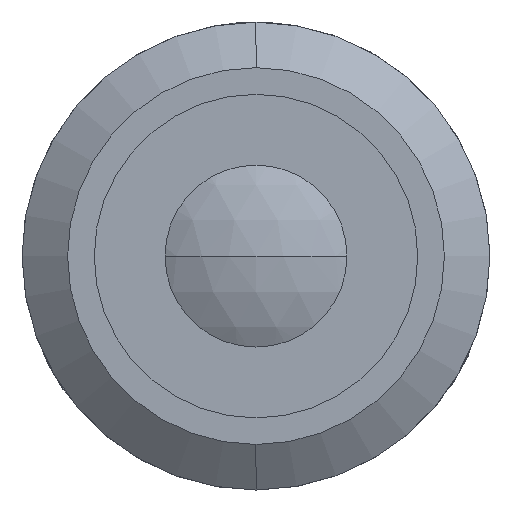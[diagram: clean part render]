
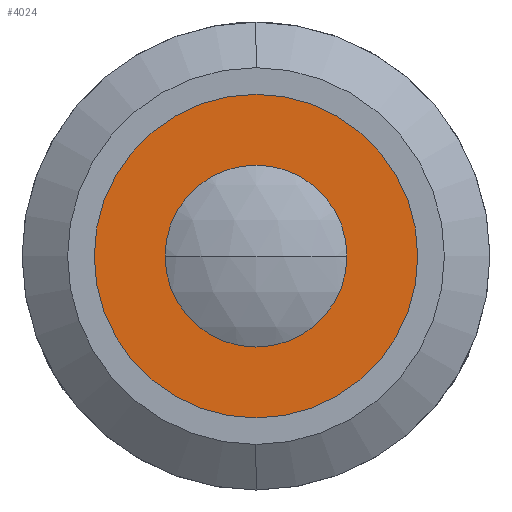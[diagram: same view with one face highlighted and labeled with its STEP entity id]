
A CAD part, left-side view. The second image highlights one B-rep face of the part: STEP entity #4024.
In plain terms, the highlighted planar face has unit normal (-1, 0, 0).
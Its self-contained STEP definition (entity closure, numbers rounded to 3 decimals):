
#100 = EDGE_CURVE ( 'NONE', #1409, #969, #4124, .T. ) ;
#153 = DIRECTION ( 'NONE',  ( 0., 0., 1. ) ) ;
#273 = CIRCLE ( 'NONE', #3455, 7. ) ;
#274 = EDGE_LOOP ( 'NONE', ( #2714, #4005 ) ) ;
#309 = CARTESIAN_POINT ( 'NONE',  ( 3.8, 0., -7. ) ) ;
#319 = DIRECTION ( 'NONE',  ( 1., 0., 0. ) ) ;
#525 = VERTEX_POINT ( 'NONE', #855 ) ;
#529 = CARTESIAN_POINT ( 'NONE',  ( 3.8, 0., 7. ) ) ;
#608 = DIRECTION ( 'NONE',  ( -1., 0., 0. ) ) ;
#700 = DIRECTION ( 'NONE',  ( 0., 0., -1. ) ) ;
#843 = DIRECTION ( 'NONE',  ( 0., 0., 1. ) ) ;
#855 = CARTESIAN_POINT ( 'NONE',  ( 3.8, 0., -13. ) ) ;
#897 = DIRECTION ( 'NONE',  ( 0., 0., 1. ) ) ;
#936 = CARTESIAN_POINT ( 'NONE',  ( 3.8, 0., 13. ) ) ;
#969 = VERTEX_POINT ( 'NONE', #309 ) ;
#1263 = ORIENTED_EDGE ( 'NONE', *, *, #100, .F. ) ;
#1277 = AXIS2_PLACEMENT_3D ( 'NONE', #4074, #608, #3305 ) ;
#1308 = DIRECTION ( 'NONE',  ( -1., 0., 0. ) ) ;
#1331 = CIRCLE ( 'NONE', #2506, 13. ) ;
#1359 = AXIS2_PLACEMENT_3D ( 'NONE', #3839, #319, #700 ) ;
#1409 = VERTEX_POINT ( 'NONE', #529 ) ;
#1916 = ORIENTED_EDGE ( 'NONE', *, *, #2128, .F. ) ;
#2128 = EDGE_CURVE ( 'NONE', #969, #1409, #273, .T. ) ;
#2348 = VERTEX_POINT ( 'NONE', #936 ) ;
#2506 = AXIS2_PLACEMENT_3D ( 'NONE', #4401, #4064, #897 ) ;
#2579 = AXIS2_PLACEMENT_3D ( 'NONE', #3670, #1308, #153 ) ;
#2600 = EDGE_LOOP ( 'NONE', ( #1263, #1916 ) ) ;
#2714 = ORIENTED_EDGE ( 'NONE', *, *, #3949, .T. ) ;
#2822 = PLANE ( 'NONE',  #1359 ) ;
#2950 = DIRECTION ( 'NONE',  ( -1., 0., 0. ) ) ;
#2988 = EDGE_CURVE ( 'NONE', #525, #2348, #1331, .T. ) ;
#3305 = DIRECTION ( 'NONE',  ( 0., 0., 1. ) ) ;
#3455 = AXIS2_PLACEMENT_3D ( 'NONE', #3986, #2950, #843 ) ;
#3638 = CIRCLE ( 'NONE', #1277, 13. ) ;
#3670 = CARTESIAN_POINT ( 'NONE',  ( 3.8, 0., 0. ) ) ;
#3789 = FACE_BOUND ( 'NONE', #2600, .T. ) ;
#3839 = CARTESIAN_POINT ( 'NONE',  ( 3.8, 13., 0. ) ) ;
#3949 = EDGE_CURVE ( 'NONE', #2348, #525, #3638, .T. ) ;
#3986 = CARTESIAN_POINT ( 'NONE',  ( 3.8, 0., 0. ) ) ;
#4005 = ORIENTED_EDGE ( 'NONE', *, *, #2988, .T. ) ;
#4024 = ADVANCED_FACE ( 'NONE', ( #3789, #4142 ), #2822, .F. ) ;
#4064 = DIRECTION ( 'NONE',  ( -1., 0., 0. ) ) ;
#4074 = CARTESIAN_POINT ( 'NONE',  ( 3.8, 0., 0. ) ) ;
#4124 = CIRCLE ( 'NONE', #2579, 7. ) ;
#4142 = FACE_OUTER_BOUND ( 'NONE', #274, .T. ) ;
#4401 = CARTESIAN_POINT ( 'NONE',  ( 3.8, 0., 0. ) ) ;
